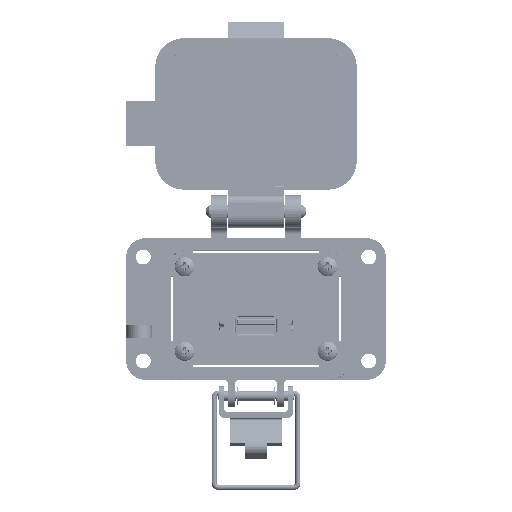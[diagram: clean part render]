
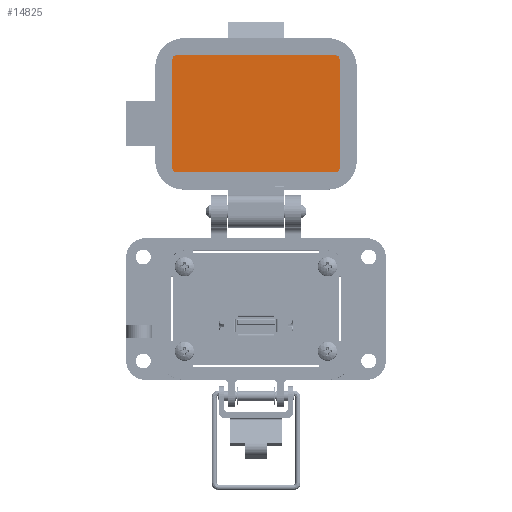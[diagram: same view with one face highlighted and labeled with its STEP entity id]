
A CAD part, top view. The second image highlights one B-rep face of the part: STEP entity #14825.
In plain terms, the highlighted planar face has unit normal (0, 0, 1).
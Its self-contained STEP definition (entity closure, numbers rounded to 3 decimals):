
#1120 = EDGE_CURVE ( 'NONE', #67411, #83445, #76200, .T. ) ;
#1653 = EDGE_CURVE ( 'NONE', #80333, #30097, #106394, .T. ) ;
#2010 = CARTESIAN_POINT ( 'NONE',  ( 25.885, 84.4, -23.97 ) ) ;
#4596 = CARTESIAN_POINT ( 'NONE',  ( 24.827, 50.257, -23.97 ) ) ;
#5531 = CARTESIAN_POINT ( 'NONE',  ( -24.827, 84.4, -23.97 ) ) ;
#5842 = AXIS2_PLACEMENT_3D ( 'NONE', #78652, #26990, #87299 ) ;
#5881 = DIRECTION ( 'NONE',  ( 0., 1., 0. ) ) ;
#13363 = DIRECTION ( 'NONE',  ( -1., 0., 0. ) ) ;
#13509 = ORIENTED_EDGE ( 'NONE', *, *, #107749, .F. ) ;
#14317 = DIRECTION ( 'NONE',  ( -1., 0., 0. ) ) ;
#14825 = ADVANCED_FACE ( 'NONE', ( #48170 ), #74148, .F. ) ;
#15925 = CARTESIAN_POINT ( 'NONE',  ( 24.828, 49.199, -23.97 ) ) ;
#20082 = DIRECTION ( 'NONE',  ( 0., 0., -1. ) ) ;
#20169 = CARTESIAN_POINT ( 'NONE',  ( -25.885, 50.257, -23.97 ) ) ;
#22030 = LINE ( 'NONE', #56771, #65179 ) ;
#22449 = CARTESIAN_POINT ( 'NONE',  ( -24.827, 49.199, -23.97 ) ) ;
#23302 = CIRCLE ( 'NONE', #5842, 1.057 ) ;
#25320 = AXIS2_PLACEMENT_3D ( 'NONE', #4596, #64987, #13363 ) ;
#26990 = DIRECTION ( 'NONE',  ( 0., 0., -1. ) ) ;
#28923 = AXIS2_PLACEMENT_3D ( 'NONE', #71675, #20082, #80359 ) ;
#29512 = CIRCLE ( 'NONE', #25320, 1.057 ) ;
#30097 = VERTEX_POINT ( 'NONE', #36339 ) ;
#31114 = DIRECTION ( 'NONE',  ( 1., 0., 0. ) ) ;
#31684 = CARTESIAN_POINT ( 'NONE',  ( 25.885, 67.329, -23.97 ) ) ;
#33126 = ORIENTED_EDGE ( 'NONE', *, *, #1653, .F. ) ;
#36339 = CARTESIAN_POINT ( 'NONE',  ( -24.827, 85.458, -23.97 ) ) ;
#37181 = EDGE_CURVE ( 'NONE', #83445, #62453, #29512, .T. ) ;
#44230 = VECTOR ( 'NONE', #55514, 1000. ) ;
#48170 = FACE_OUTER_BOUND ( 'NONE', #97108, .T. ) ;
#49292 = EDGE_CURVE ( 'NONE', #68767, #86408, #81001, .T. ) ;
#55514 = DIRECTION ( 'NONE',  ( -1., 0., 0. ) ) ;
#56181 = CARTESIAN_POINT ( 'NONE',  ( 25.885, 50.257, -23.97 ) ) ;
#56771 = CARTESIAN_POINT ( 'NONE',  ( 0., 85.458, -23.97 ) ) ;
#57582 = DIRECTION ( 'NONE',  ( 0., 0., -1. ) ) ;
#58034 = AXIS2_PLACEMENT_3D ( 'NONE', #109198, #57582, #5881 ) ;
#61039 = EDGE_CURVE ( 'NONE', #85365, #67411, #23302, .T. ) ;
#61113 = ORIENTED_EDGE ( 'NONE', *, *, #99514, .F. ) ;
#62453 = VERTEX_POINT ( 'NONE', #15925 ) ;
#64607 = CARTESIAN_POINT ( 'NONE',  ( -25.885, 67.329, -23.97 ) ) ;
#64987 = DIRECTION ( 'NONE',  ( 0., 0., -1. ) ) ;
#65179 = VECTOR ( 'NONE', #31114, 1000. ) ;
#65627 = ORIENTED_EDGE ( 'NONE', *, *, #1120, .F. ) ;
#65936 = DIRECTION ( 'NONE',  ( 0., 0., -1. ) ) ;
#66470 = ORIENTED_EDGE ( 'NONE', *, *, #37181, .F. ) ;
#66958 = LINE ( 'NONE', #64607, #110049 ) ;
#67411 = VERTEX_POINT ( 'NONE', #2010 ) ;
#68767 = VERTEX_POINT ( 'NONE', #22449 ) ;
#71675 = CARTESIAN_POINT ( 'NONE',  ( -24.827, 50.257, -23.97 ) ) ;
#73224 = DIRECTION ( 'NONE',  ( 0., 1., 0. ) ) ;
#74148 = PLANE ( 'NONE',  #58034 ) ;
#76200 = LINE ( 'NONE', #31684, #78936 ) ;
#78652 = CARTESIAN_POINT ( 'NONE',  ( 24.827, 84.4, -23.97 ) ) ;
#78936 = VECTOR ( 'NONE', #100659, 1000. ) ;
#80333 = VERTEX_POINT ( 'NONE', #82063 ) ;
#80359 = DIRECTION ( 'NONE',  ( -1., 0., 0. ) ) ;
#81001 = CIRCLE ( 'NONE', #28923, 1.057 ) ;
#81541 = CARTESIAN_POINT ( 'NONE',  ( 0., 49.199, -23.97 ) ) ;
#82063 = CARTESIAN_POINT ( 'NONE',  ( -25.885, 84.4, -23.97 ) ) ;
#83445 = VERTEX_POINT ( 'NONE', #56181 ) ;
#85365 = VERTEX_POINT ( 'NONE', #87863 ) ;
#85898 = AXIS2_PLACEMENT_3D ( 'NONE', #5531, #65936, #14317 ) ;
#86408 = VERTEX_POINT ( 'NONE', #20169 ) ;
#87299 = DIRECTION ( 'NONE',  ( -1., 0., 0. ) ) ;
#87409 = LINE ( 'NONE', #81541, #44230 ) ;
#87863 = CARTESIAN_POINT ( 'NONE',  ( 24.827, 85.458, -23.97 ) ) ;
#91654 = ORIENTED_EDGE ( 'NONE', *, *, #49292, .F. ) ;
#97108 = EDGE_LOOP ( 'NONE', ( #33126, #104509, #91654, #13509, #66470, #65627, #102777, #61113 ) ) ;
#99514 = EDGE_CURVE ( 'NONE', #30097, #85365, #22030, .T. ) ;
#100659 = DIRECTION ( 'NONE',  ( 0., -1., 0. ) ) ;
#102777 = ORIENTED_EDGE ( 'NONE', *, *, #61039, .F. ) ;
#102810 = EDGE_CURVE ( 'NONE', #86408, #80333, #66958, .T. ) ;
#104509 = ORIENTED_EDGE ( 'NONE', *, *, #102810, .F. ) ;
#106394 = CIRCLE ( 'NONE', #85898, 1.057 ) ;
#107749 = EDGE_CURVE ( 'NONE', #62453, #68767, #87409, .T. ) ;
#109198 = CARTESIAN_POINT ( 'NONE',  ( 0., 67.329, -23.97 ) ) ;
#110049 = VECTOR ( 'NONE', #73224, 1000. ) ;
